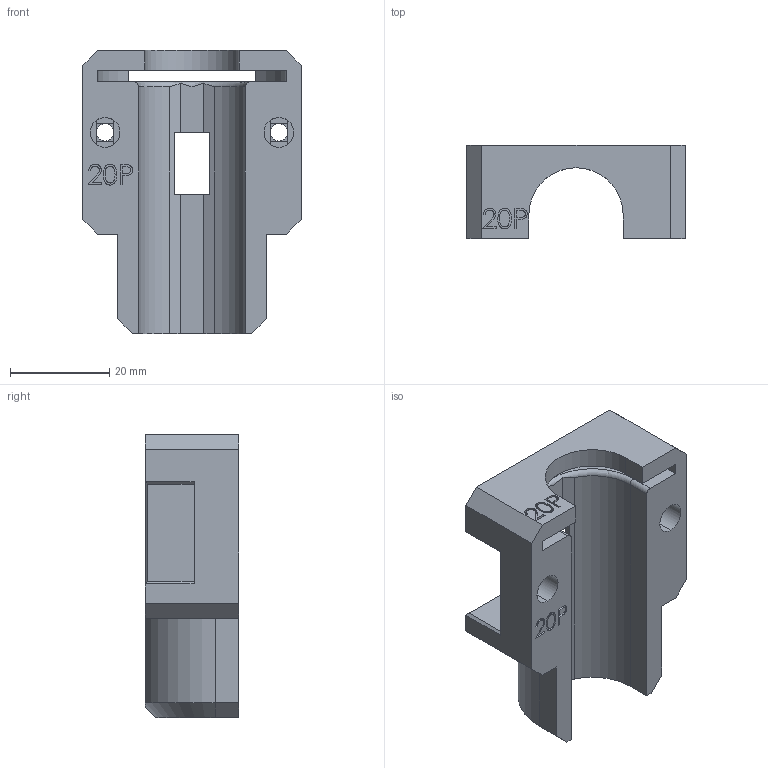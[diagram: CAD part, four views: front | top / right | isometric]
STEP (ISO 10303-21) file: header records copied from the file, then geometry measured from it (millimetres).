
FILE_DESCRIPTION (( 'STEP AP214' ), '1' );
FILE_NAME ('20mL Plastic Holder v1.3.STEP', '2025-01-21T15:20:34', ( '' ), ( '' ), 'SwSTEP 2.0', 'SolidWorks 2024', '' );
FILE_SCHEMA (( 'AUTOMOTIVE_DESIGN' ));
Length unit declared in the file: millimetre
Products named in the file (1): 20mL Plastic Holder v1.3
Bounding box: 44 x 18.77 x 57 mm (x, y, z)
Volume: 18221.9 mm3; surface area: 9759.6 mm2
Topology: 1 solids, 1 shells, 179 faces, 484 edges, 315 vertices
Faces by surface type: plane 116, bspline 42, cylinder 19, torus 1, cone 1
Entity records: 8416 total; most frequent: CARTESIAN_POINT 4140, ORIENTED_EDGE 968, DIRECTION 721, EDGE_CURVE 484, VECTOR 341, LINE 341, VERTEX_POINT 315, EDGE_LOOP 195
